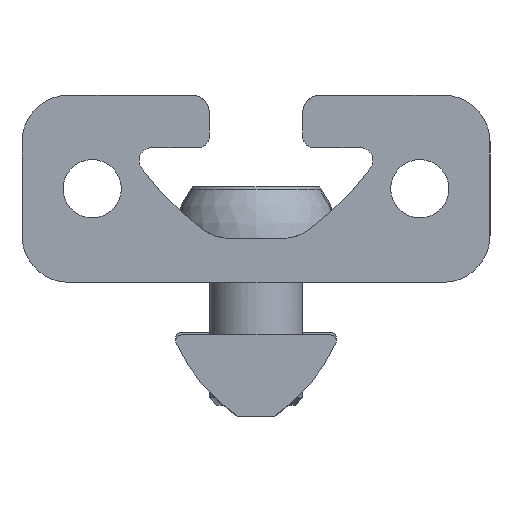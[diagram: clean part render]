
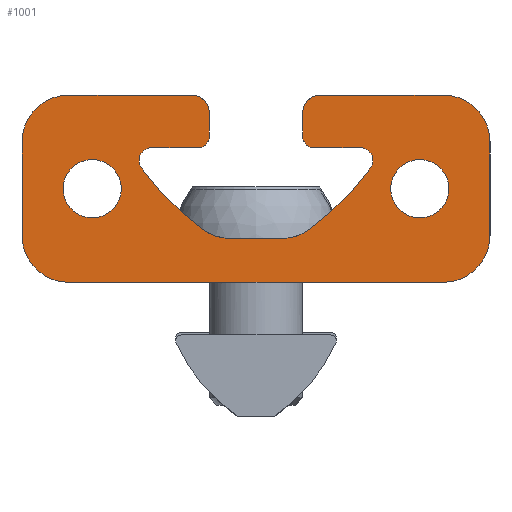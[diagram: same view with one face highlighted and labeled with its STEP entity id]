
A CAD part, left-side view. The second image highlights one B-rep face of the part: STEP entity #1001.
In plain terms, the highlighted planar face has unit normal (-1, 0, 0).
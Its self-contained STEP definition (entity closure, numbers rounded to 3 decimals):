
#1001=ADVANCED_FACE('',(#1161,#1162,#1163),#1164,.T.);
#1161=FACE_BOUND('',#1348,.T.);
#1162=FACE_BOUND('',#1349,.T.);
#1163=FACE_OUTER_BOUND('',#1350,.T.);
#1164=PLANE('',#1351);
#1348=EDGE_LOOP('',(#1853));
#1349=EDGE_LOOP('',(#1854));
#1350=EDGE_LOOP('',(#1855,#1856,#1857,#1858,#1859,#1860,#1861,#1862,#1863,#1864,#1865,#1866,#1867,#1868,#1869,#1870,#1871,#1872,#1873,#1874,#1875,#1876,#1877,#1878));
#1351=AXIS2_PLACEMENT_3D('',#1879,#1880,#1881);
#1853=ORIENTED_EDGE('',*,*,#2227,.F.);
#1854=ORIENTED_EDGE('',*,*,#2166,.F.);
#1855=ORIENTED_EDGE('',*,*,#2224,.T.);
#1856=ORIENTED_EDGE('',*,*,#2226,.T.);
#1857=ORIENTED_EDGE('',*,*,#2137,.T.);
#1858=ORIENTED_EDGE('',*,*,#2230,.T.);
#1859=ORIENTED_EDGE('',*,*,#2231,.T.);
#1860=ORIENTED_EDGE('',*,*,#2191,.T.);
#1861=ORIENTED_EDGE('',*,*,#2201,.T.);
#1862=ORIENTED_EDGE('',*,*,#2204,.T.);
#1863=ORIENTED_EDGE('',*,*,#2232,.T.);
#1864=ORIENTED_EDGE('',*,*,#2233,.T.);
#1865=ORIENTED_EDGE('',*,*,#2234,.T.);
#1866=ORIENTED_EDGE('',*,*,#2235,.T.);
#1867=ORIENTED_EDGE('',*,*,#2236,.T.);
#1868=ORIENTED_EDGE('',*,*,#2237,.T.);
#1869=ORIENTED_EDGE('',*,*,#2238,.T.);
#1870=ORIENTED_EDGE('',*,*,#2239,.T.);
#1871=ORIENTED_EDGE('',*,*,#2128,.T.);
#1872=ORIENTED_EDGE('',*,*,#2240,.T.);
#1873=ORIENTED_EDGE('',*,*,#2175,.T.);
#1874=ORIENTED_EDGE('',*,*,#2177,.T.);
#1875=ORIENTED_EDGE('',*,*,#2241,.T.);
#1876=ORIENTED_EDGE('',*,*,#2242,.T.);
#1877=ORIENTED_EDGE('',*,*,#2222,.T.);
#1878=ORIENTED_EDGE('',*,*,#2219,.T.);
#1879=CARTESIAN_POINT('',(-120.0,0.,8.));
#1880=DIRECTION('',(-1.0,0.0,0.0));
#1881=DIRECTION('',(0.0,0.,-1.0));
#2128=EDGE_CURVE('',#2382,#2384,#2386,.T.);
#2137=EDGE_CURVE('',#2403,#2404,#2405,.T.);
#2166=EDGE_CURVE('',#2460,#2460,#2461,.T.);
#2175=EDGE_CURVE('',#2468,#2470,#2472,.T.);
#2177=EDGE_CURVE('',#2470,#2473,#2475,.T.);
#2191=EDGE_CURVE('',#2495,#2499,#2501,.T.);
#2201=EDGE_CURVE('',#2499,#2515,#2517,.T.);
#2204=EDGE_CURVE('',#2515,#2519,#2521,.T.);
#2219=EDGE_CURVE('',#2548,#2549,#2550,.T.);
#2222=EDGE_CURVE('',#2553,#2548,#2554,.T.);
#2224=EDGE_CURVE('',#2549,#2556,#2557,.T.);
#2226=EDGE_CURVE('',#2556,#2403,#2559,.T.);
#2227=EDGE_CURVE('',#2560,#2560,#2561,.T.);
#2230=EDGE_CURVE('',#2404,#2563,#2565,.T.);
#2231=EDGE_CURVE('',#2563,#2495,#2566,.T.);
#2232=EDGE_CURVE('',#2519,#2567,#2568,.F.);
#2233=EDGE_CURVE('',#2567,#2569,#2570,.F.);
#2234=EDGE_CURVE('',#2569,#2571,#2572,.F.);
#2235=EDGE_CURVE('',#2571,#2573,#2574,.T.);
#2236=EDGE_CURVE('',#2573,#2575,#2576,.F.);
#2237=EDGE_CURVE('',#2575,#2577,#2578,.F.);
#2238=EDGE_CURVE('',#2577,#2579,#2580,.F.);
#2239=EDGE_CURVE('',#2579,#2382,#2581,.T.);
#2240=EDGE_CURVE('',#2384,#2468,#2582,.T.);
#2241=EDGE_CURVE('',#2473,#2583,#2584,.T.);
#2242=EDGE_CURVE('',#2583,#2553,#2585,.T.);
#2382=VERTEX_POINT('',#2967);
#2384=VERTEX_POINT('',#2970);
#2386=CIRCLE('',#2973,1.0);
#2403=VERTEX_POINT('',#3038);
#2404=VERTEX_POINT('',#3039);
#2405=CIRCLE('',#3040,4.0);
#2460=VERTEX_POINT('',#3107);
#2461=CIRCLE('',#3108,2.49);
#2468=VERTEX_POINT('',#3121);
#2470=VERTEX_POINT('',#3124);
#2472=CIRCLE('',#3127,1.5);
#2473=VERTEX_POINT('',#3128);
#2475=LINE('',#3131,#3132);
#2495=VERTEX_POINT('',#3204);
#2499=VERTEX_POINT('',#3210);
#2501=LINE('',#3213,#3214);
#2515=VERTEX_POINT('',#3268);
#2517=CIRCLE('',#3271,1.);
#2519=VERTEX_POINT('',#3273);
#2521=LINE('',#3276,#3277);
#2548=VERTEX_POINT('',#3393);
#2549=VERTEX_POINT('',#3394);
#2550=LINE('',#3395,#3396);
#2553=VERTEX_POINT('',#3401);
#2554=CIRCLE('',#3402,4.);
#2556=VERTEX_POINT('',#3405);
#2557=CIRCLE('',#3406,4.0);
#2559=LINE('',#3409,#3410);
#2560=VERTEX_POINT('',#3411);
#2561=CIRCLE('',#3412,2.49);
#2563=VERTEX_POINT('',#3414);
#2565=LINE('',#3417,#3418);
#2566=CIRCLE('',#3419,1.5);
#2567=VERTEX_POINT('',#3420);
#2568=CIRCLE('',#3421,1.084);
#2569=VERTEX_POINT('',#3422);
#2570=CIRCLE('',#3423,25.);
#2571=VERTEX_POINT('',#3424);
#2572=CIRCLE('',#3425,4.);
#2573=VERTEX_POINT('',#3426);
#2574=LINE('',#3427,#3428);
#2575=VERTEX_POINT('',#3429);
#2576=CIRCLE('',#3430,4.0);
#2577=VERTEX_POINT('',#3431);
#2578=CIRCLE('',#3432,25.);
#2579=VERTEX_POINT('',#3433);
#2580=CIRCLE('',#3434,1.084);
#2581=LINE('',#3435,#3436);
#2582=LINE('',#3437,#3438);
#2583=VERTEX_POINT('',#3439);
#2584=CIRCLE('',#3440,4.0);
#2585=LINE('',#3441,#3442);
#2967=CARTESIAN_POINT('',(-120.0,5.0,11.5));
#2970=CARTESIAN_POINT('',(-120.0,4.,12.5));
#2973=AXIS2_PLACEMENT_3D('',#3668,#3669,#3670);
#3038=CARTESIAN_POINT('',(-120.0,-20.0,12.));
#3039=CARTESIAN_POINT('',(-120.0,-16.0,16.));
#3040=AXIS2_PLACEMENT_3D('',#3679,#3680,#3681);
#3107=CARTESIAN_POINT('',(-120.0,14.0,10.49));
#3108=AXIS2_PLACEMENT_3D('',#3742,#3743,#3744);
#3121=CARTESIAN_POINT('',(-120.0,4.,14.5));
#3124=CARTESIAN_POINT('',(-120.0,5.5,16.0));
#3127=AXIS2_PLACEMENT_3D('',#3753,#3754,#3755);
#3128=CARTESIAN_POINT('',(-120.0,16.0,16.0));
#3131=CARTESIAN_POINT('',(-120.0,10.75,16.0));
#3132=VECTOR('',#3757,1.0);
#3204=CARTESIAN_POINT('',(-120.0,-4.,14.5));
#3210=CARTESIAN_POINT('',(-120.0,-4.,12.5));
#3213=CARTESIAN_POINT('',(-120.0,-4.,13.5));
#3214=VECTOR('',#3767,1.0);
#3268=CARTESIAN_POINT('',(-120.0,-5.,11.5));
#3271=AXIS2_PLACEMENT_3D('',#3774,#3775,#3776);
#3273=CARTESIAN_POINT('',(-120.0,-8.916,11.5));
#3276=CARTESIAN_POINT('',(-120.0,-6.958,11.5));
#3277=VECTOR('',#3781,1.0);
#3393=CARTESIAN_POINT('',(-120.0,16.0,0.));
#3394=CARTESIAN_POINT('',(-120.0,-16.0,0.));
#3395=CARTESIAN_POINT('',(-120.0,0.,0.));
#3396=VECTOR('',#3803,1.0);
#3401=CARTESIAN_POINT('',(-120.0,20.0,4.));
#3402=AXIS2_PLACEMENT_3D('',#3806,#3807,#3808);
#3405=CARTESIAN_POINT('',(-120.0,-20.0,4.));
#3406=AXIS2_PLACEMENT_3D('',#3810,#3811,#3812);
#3409=CARTESIAN_POINT('',(-120.0,-20.0,8.));
#3410=VECTOR('',#3814,1.0);
#3411=CARTESIAN_POINT('',(-120.0,-14.0,10.49));
#3412=AXIS2_PLACEMENT_3D('',#3815,#3816,#3817);
#3414=CARTESIAN_POINT('',(-120.0,-5.5,16.0));
#3417=CARTESIAN_POINT('',(-120.0,-10.75,16.));
#3418=VECTOR('',#3822,1.0);
#3419=AXIS2_PLACEMENT_3D('',#3823,#3824,#3825);
#3420=CARTESIAN_POINT('',(-120.0,-9.789,9.773));
#3421=AXIS2_PLACEMENT_3D('',#3826,#3827,#3828);
#3422=CARTESIAN_POINT('',(-120.0,-4.58,4.54));
#3423=AXIS2_PLACEMENT_3D('',#3829,#3830,#3831);
#3424=CARTESIAN_POINT('',(-120.0,-2.193,3.75));
#3425=AXIS2_PLACEMENT_3D('',#3832,#3833,#3834);
#3426=CARTESIAN_POINT('',(-120.0,2.193,3.75));
#3427=CARTESIAN_POINT('',(-120.0,0.,3.75));
#3428=VECTOR('',#3835,1.0);
#3429=CARTESIAN_POINT('',(-120.0,4.58,4.54));
#3430=AXIS2_PLACEMENT_3D('',#3836,#3837,#3838);
#3431=CARTESIAN_POINT('',(-120.0,9.789,9.773));
#3432=AXIS2_PLACEMENT_3D('',#3839,#3840,#3841);
#3433=CARTESIAN_POINT('',(-120.0,8.916,11.5));
#3434=AXIS2_PLACEMENT_3D('',#3842,#3843,#3844);
#3435=CARTESIAN_POINT('',(-120.0,6.958,11.5));
#3436=VECTOR('',#3845,1.0);
#3437=CARTESIAN_POINT('',(-120.0,4.,13.5));
#3438=VECTOR('',#3846,1.0);
#3439=CARTESIAN_POINT('',(-120.0,20.0,12.));
#3440=AXIS2_PLACEMENT_3D('',#3847,#3848,#3849);
#3441=CARTESIAN_POINT('',(-120.0,20.0,8.));
#3442=VECTOR('',#3850,1.0);
#3668=CARTESIAN_POINT('',(-120.0,5.,12.5));
#3669=DIRECTION('',(-1.0,0.0,0.0));
#3670=DIRECTION('',(0.0,0.0,1.0));
#3679=CARTESIAN_POINT('',(-120.0,-16.0,12.));
#3680=DIRECTION('',(-1.0,0.0,0.0));
#3681=DIRECTION('',(0.0,0.0,1.0));
#3742=CARTESIAN_POINT('',(-120.0,14.0,8.));
#3743=DIRECTION('',(-1.0,0.0,0.0));
#3744=DIRECTION('',(0.0,0.0,1.0));
#3753=CARTESIAN_POINT('',(-120.0,5.5,14.5));
#3754=DIRECTION('',(-1.0,0.0,0.0));
#3755=DIRECTION('',(0.0,0.0,1.0));
#3757=DIRECTION('',(0.0,1.0,0.));
#3767=DIRECTION('',(0.0,0.,-1.0));
#3774=CARTESIAN_POINT('',(-120.0,-5.,12.5));
#3775=DIRECTION('',(-1.0,0.0,0.0));
#3776=DIRECTION('',(0.0,0.0,1.0));
#3781=DIRECTION('',(0.0,-1.0,0.));
#3803=DIRECTION('',(0.0,-1.0,0.));
#3806=CARTESIAN_POINT('',(-120.0,16.0,4.));
#3807=DIRECTION('',(-1.0,0.0,0.0));
#3808=DIRECTION('',(0.0,0.0,1.0));
#3810=CARTESIAN_POINT('',(-120.0,-16.0,4.));
#3811=DIRECTION('',(-1.0,0.0,0.0));
#3812=DIRECTION('',(0.0,0.0,1.0));
#3814=DIRECTION('',(0.0,0.,1.0));
#3815=CARTESIAN_POINT('',(-120.0,-14.0,8.));
#3816=DIRECTION('',(-1.0,0.0,0.0));
#3817=DIRECTION('',(0.0,0.0,1.0));
#3822=DIRECTION('',(0.0,1.0,0.));
#3823=CARTESIAN_POINT('',(-120.0,-5.5,14.5));
#3824=DIRECTION('',(-1.0,0.0,0.0));
#3825=DIRECTION('',(0.0,0.0,1.0));
#3826=CARTESIAN_POINT('',(-120.0,-8.916,10.416));
#3827=DIRECTION('',(-1.0,0.0,0.0));
#3828=DIRECTION('',(0.0,0.0,1.0));
#3829=CARTESIAN_POINT('',(-120.0,10.34,24.6));
#3830=DIRECTION('',(-1.0,0.0,0.0));
#3831=DIRECTION('',(0.0,0.0,1.0));
#3832=CARTESIAN_POINT('',(-120.0,-2.193,7.75));
#3833=DIRECTION('',(-1.0,0.0,0.0));
#3834=DIRECTION('',(0.0,0.0,1.0));
#3835=DIRECTION('',(0.0,1.0,0.));
#3836=CARTESIAN_POINT('',(-120.0,2.193,7.75));
#3837=DIRECTION('',(-1.0,0.0,0.0));
#3838=DIRECTION('',(0.0,0.0,1.0));
#3839=CARTESIAN_POINT('',(-120.0,-10.34,24.6));
#3840=DIRECTION('',(-1.0,0.0,0.0));
#3841=DIRECTION('',(0.0,0.0,1.0));
#3842=CARTESIAN_POINT('',(-120.0,8.916,10.416));
#3843=DIRECTION('',(-1.0,0.0,0.0));
#3844=DIRECTION('',(0.0,0.0,1.0));
#3845=DIRECTION('',(0.0,-1.0,0.));
#3846=DIRECTION('',(0.0,0.,1.0));
#3847=CARTESIAN_POINT('',(-120.0,16.0,12.));
#3848=DIRECTION('',(-1.0,0.0,0.0));
#3849=DIRECTION('',(0.0,0.0,1.0));
#3850=DIRECTION('',(0.0,0.,-1.0));
